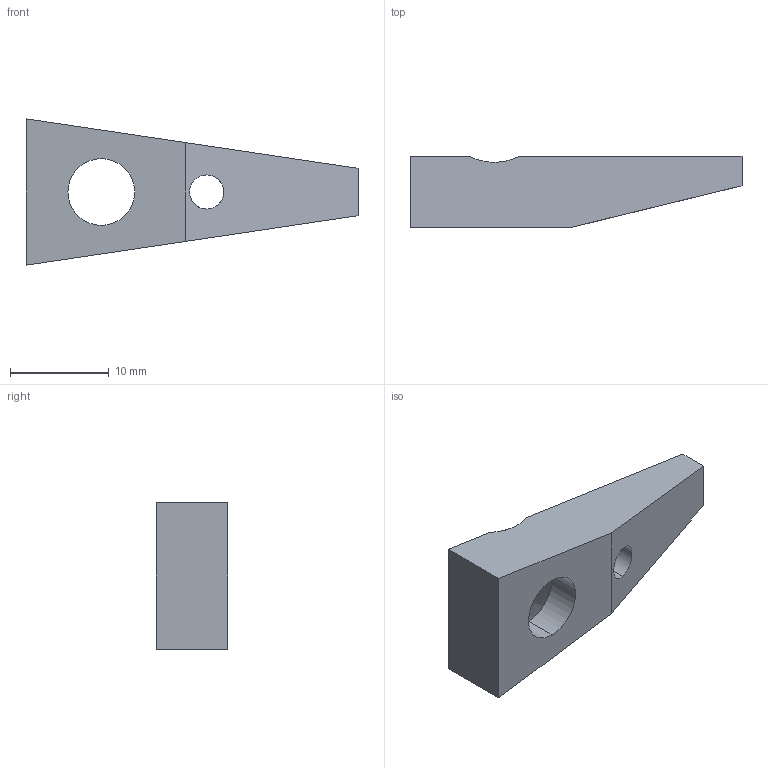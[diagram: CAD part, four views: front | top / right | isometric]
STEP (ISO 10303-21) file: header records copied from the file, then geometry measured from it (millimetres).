
FILE_DESCRIPTION (( 'STEP AP214' ), '1' );
FILE_NAME ('Clamp.STEP', '2017-07-21T15:23:33', ( '' ), ( '' ), 'SwSTEP 2.0', 'SolidWorks 2016', '' );
FILE_SCHEMA (( 'AUTOMOTIVE_DESIGN' ));
Length unit declared in the file: millimetre
Products named in the file (1): Clamp
Bounding box: 33.6 x 7.25 x 14.8 mm (x, y, z)
Volume: 1606 mm3; surface area: 1315.5 mm2
Topology: 1 solids, 1 shells, 20 faces, 53 edges, 34 vertices
Faces by surface type: plane 12, cone 4, cylinder 4
Entity records: 695 total; most frequent: CARTESIAN_POINT 138, ORIENTED_EDGE 106, DIRECTION 99, EDGE_CURVE 53, LINE 37, VECTOR 37, VERTEX_POINT 34, AXIS2_PLACEMENT_3D 31
